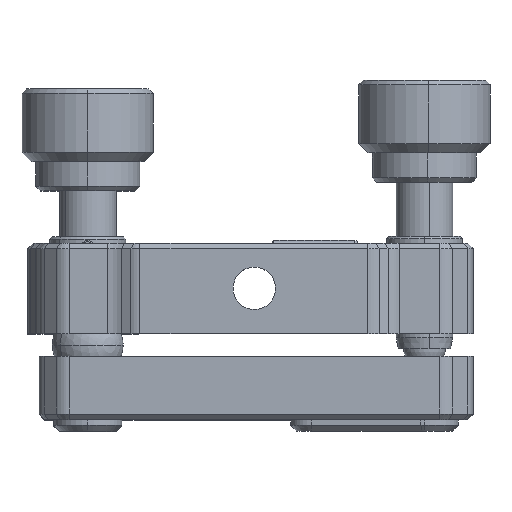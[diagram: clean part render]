
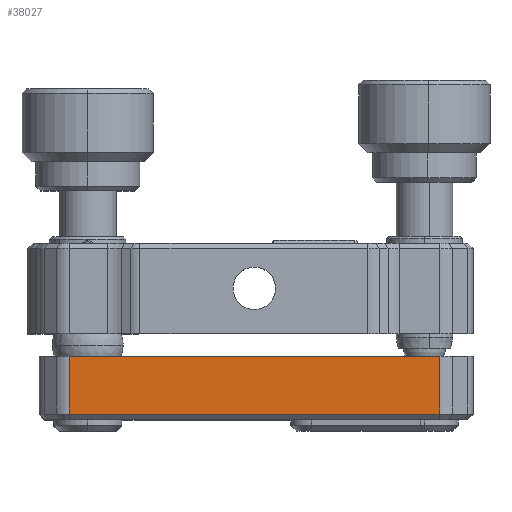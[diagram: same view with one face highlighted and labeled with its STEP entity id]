
A CAD part, top view. The second image highlights one B-rep face of the part: STEP entity #38027.
In plain terms, the highlighted planar face has unit normal (0, 0, 1).
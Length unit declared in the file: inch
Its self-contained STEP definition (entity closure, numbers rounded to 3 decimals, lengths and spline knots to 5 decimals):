
#108 = CARTESIAN_POINT ( 'NONE',  ( -0.81368, -0.02427, 0.90713 ) ) ;
#850 = LINE ( 'NONE', #16157, #30380 ) ;
#1054 = VECTOR ( 'NONE', #14955, 39.37008 ) ;
#4904 = DIRECTION ( 'NONE',  ( 0., 0., -1. ) ) ;
#6301 = FACE_OUTER_BOUND ( 'NONE', #22680, .T. ) ;
#7694 = PLANE ( 'NONE',  #10408 ) ;
#7835 = EDGE_CURVE ( 'NONE', #15582, #24895, #850, .T. ) ;
#10408 = AXIS2_PLACEMENT_3D ( 'NONE', #22628, #4904, #25549 ) ;
#11417 = VECTOR ( 'NONE', #28982, 39.37008 ) ;
#11849 = EDGE_CURVE ( 'NONE', #38123, #12674, #29700, .T. ) ;
#12193 = CARTESIAN_POINT ( 'NONE',  ( -0.81368, 0.23073, 0.90713 ) ) ;
#12674 = VERTEX_POINT ( 'NONE', #38196 ) ;
#14955 = DIRECTION ( 'NONE',  ( 0., -1., 0. ) ) ;
#15490 = EDGE_CURVE ( 'NONE', #38123, #15582, #19298, .T. ) ;
#15582 = VERTEX_POINT ( 'NONE', #108 ) ;
#15863 = ORIENTED_EDGE ( 'NONE', *, *, #30666, .F. ) ;
#16157 = CARTESIAN_POINT ( 'NONE',  ( -0.81368, -0.02427, 0.90713 ) ) ;
#16603 = ORIENTED_EDGE ( 'NONE', *, *, #7835, .T. ) ;
#16746 = LINE ( 'NONE', #32662, #1054 ) ;
#19298 = LINE ( 'NONE', #34815, #11417 ) ;
#21865 = VECTOR ( 'NONE', #30275, 39.37008 ) ;
#22628 = CARTESIAN_POINT ( 'NONE',  ( -0.81368, 0.23073, 0.90713 ) ) ;
#22680 = EDGE_LOOP ( 'NONE', ( #38119, #16603, #15863, #27951 ) ) ;
#23837 = CARTESIAN_POINT ( 'NONE',  ( 0.82032, -0.02427, 0.90713 ) ) ;
#24895 = VERTEX_POINT ( 'NONE', #23837 ) ;
#25549 = DIRECTION ( 'NONE',  ( -1., 0., 0. ) ) ;
#27951 = ORIENTED_EDGE ( 'NONE', *, *, #11849, .F. ) ;
#28982 = DIRECTION ( 'NONE',  ( 0., -1., 0. ) ) ;
#29700 = LINE ( 'NONE', #12193, #21865 ) ;
#30275 = DIRECTION ( 'NONE',  ( 1., 0., 0. ) ) ;
#30380 = VECTOR ( 'NONE', #33870, 39.37008 ) ;
#30666 = EDGE_CURVE ( 'NONE', #12674, #24895, #16746, .T. ) ;
#31751 = CARTESIAN_POINT ( 'NONE',  ( -0.81368, 0.23073, 0.90713 ) ) ;
#32662 = CARTESIAN_POINT ( 'NONE',  ( 0.82032, 0.23073, 0.90713 ) ) ;
#33870 = DIRECTION ( 'NONE',  ( 1., 0., 0. ) ) ;
#34815 = CARTESIAN_POINT ( 'NONE',  ( -0.81368, 0.23073, 0.90713 ) ) ;
#38027 = ADVANCED_FACE ( 'NONE', ( #6301 ), #7694, .F. ) ;
#38119 = ORIENTED_EDGE ( 'NONE', *, *, #15490, .T. ) ;
#38123 = VERTEX_POINT ( 'NONE', #31751 ) ;
#38196 = CARTESIAN_POINT ( 'NONE',  ( 0.82032, 0.23073, 0.90713 ) ) ;
